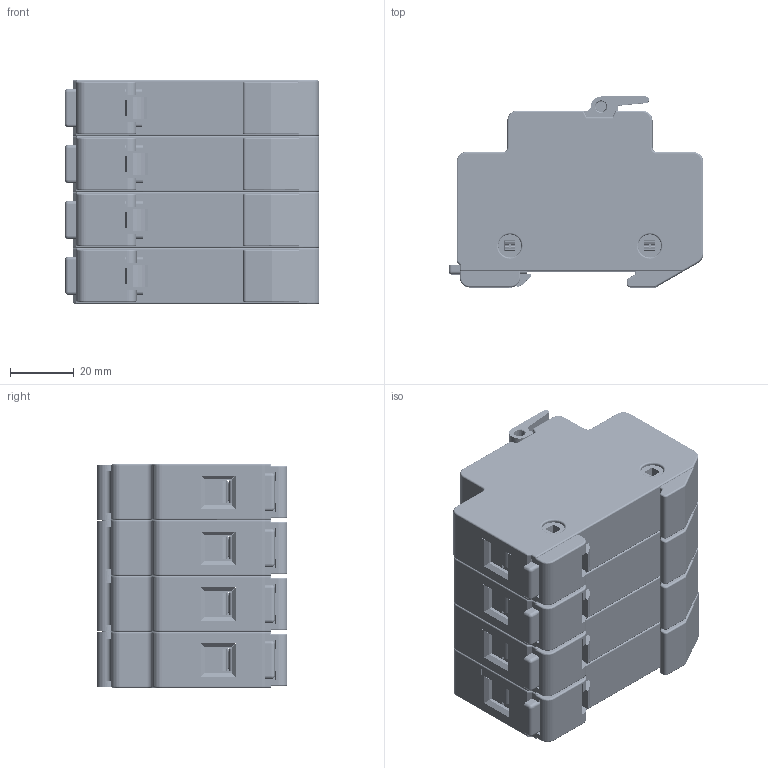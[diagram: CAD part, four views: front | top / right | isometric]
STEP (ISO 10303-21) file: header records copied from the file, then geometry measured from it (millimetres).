
FILE_DESCRIPTION (( 'STEP AP203' ), '1' );
FILE_NAME ('USCC4I.STEP', '2023-08-07T18:11:41', ( '' ), ( '' ), 'SwSTEP 2.0', 'SolidWorks 2021', '' );
FILE_SCHEMA (( 'CONFIG_CONTROL_DESIGN' ));
Products named in the file (1): USCC4I
Bounding box: 80.15 x 60 x 70.4 mm (x, y, z)
Volume: 111524.1 mm3; surface area: 174535.7 mm2
Topology: 102 solids, 102 shells, 11516 faces, 30656 edges, 19632 vertices
Faces by surface type: plane 7228, cylinder 2048, bspline 1376, torus 384, sphere 256, cone 224
Entity records: 433281 total; most frequent: CARTESIAN_POINT 155545, ORIENTED_EDGE 61104, DIRECTION 52346, EDGE_CURVE 30552, VECTOR 21640, LINE 21640, VERTEX_POINT 19624, AXIS2_PLACEMENT_3D 15353
